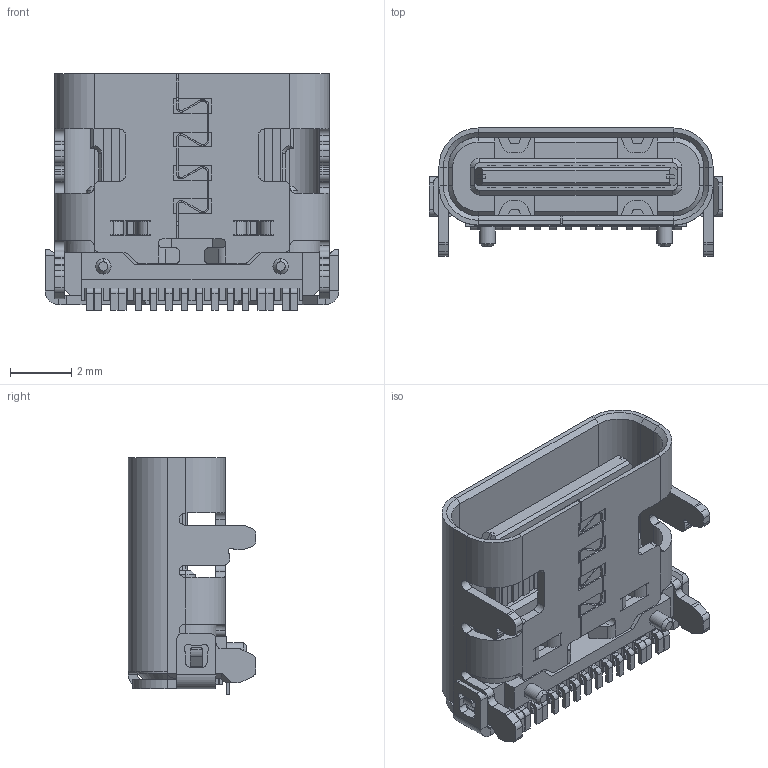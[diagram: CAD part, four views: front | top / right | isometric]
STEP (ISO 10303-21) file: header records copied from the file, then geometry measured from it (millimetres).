
FILE_DESCRIPTION(('FreeCAD Model'),'2;1');
FILE_NAME('Open CASCADE Shape Model','2023-01-13T09:51:54',(''),(''), 'Open CASCADE STEP processor 7.6','FreeCAD','Unknown');
FILE_SCHEMA(('AUTOMOTIVE_DESIGN { 1 0 10303 214 1 1 1 1 }'));
Length unit declared in the file: millimetre
Products named in the file (46): USB4105001; USB4149; USB4105; USB4106; USB4107; USB4108; USB4109; USB4110; USB4111; USB4112; USB4113; USB4114; USB4115; USB4116; USB4117; USB4118; USB4119; USB4120; USB4121; USB4122; USB4123; USB4124; USB4125; USB4126; USB4127; USB4128; USB4129; USB4130; USB4131; USB4132; USB4133; USB4134; USB4135; USB4136; USB4137; USB4138; USB4139; USB4140; USB4141; USB4142 ...
Assembly tree (45 placements, depth 3):
  USB4105001
    USB4149
      USB4105
      USB4106
      USB4107
      USB4108
      USB4109
      USB4110
      USB4111
      USB4112
      USB4113
      USB4114
      USB4115
      USB4116
      USB4117
      USB4118
      USB4119
      USB4120
      USB4121
      USB4122
      USB4123
      USB4124
      USB4125
      USB4126
      USB4127
      USB4128
      USB4129
      USB4130
      USB4131
      USB4132
      USB4133
      USB4134
      USB4135
      USB4136
      USB4137
      USB4138
      USB4139
      USB4140
      USB4141
      USB4142
      USB4143
      USB4144
      USB4145
      USB4146
      USB4147
      USB4148
Bounding box: 9.58 x 4.16 x 7.71 mm (x, y, z)
Volume: 116.6 mm3; surface area: 563.9 mm2
Topology: 44 solids, 44 shells, 1023 faces, 2670 edges, 1726 vertices
Faces by surface type: plane 753, cylinder 240, cone 26, bspline 4
Entity records: 35572 total; most frequent: CARTESIAN_POINT 5681, ORIENTED_EDGE 5340, DIRECTION 5270, EDGE_CURVE 2670, LINE 2120, VECTOR 2120, VERTEX_POINT 1726, AXIS2_PLACEMENT_3D 1575
